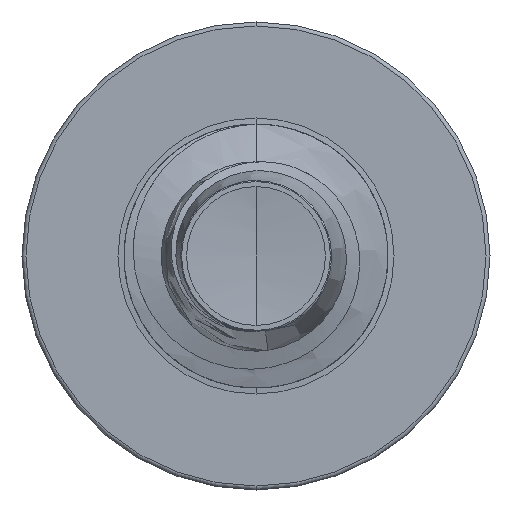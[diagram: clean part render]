
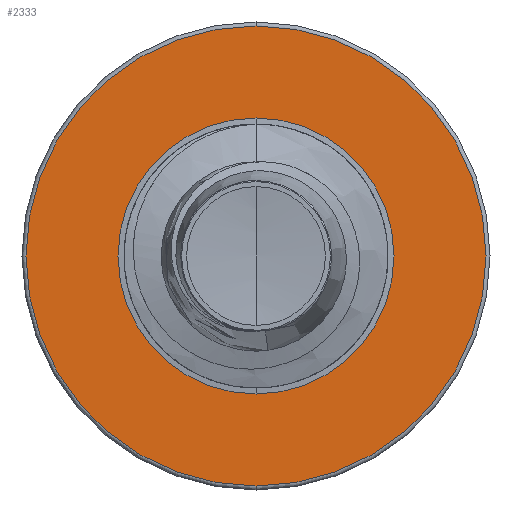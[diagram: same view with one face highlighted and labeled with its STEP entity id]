
A CAD part, front view. The second image highlights one B-rep face of the part: STEP entity #2333.
In plain terms, the highlighted planar face has unit normal (0, -1, 0).
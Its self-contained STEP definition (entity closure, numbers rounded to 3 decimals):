
#218 = CIRCLE ( 'NONE', #23105, 1.15 ) ;
#710 = VERTEX_POINT ( 'NONE', #11040 ) ;
#1502 = FACE_OUTER_BOUND ( 'NONE', #4868, .T. ) ;
#2333 = ADVANCED_FACE ( 'NONE', ( #1502, #14551 ), #13529, .F. ) ;
#3124 = CARTESIAN_POINT ( 'NONE',  ( 0., 10., -1.15 ) ) ;
#3138 = DIRECTION ( 'NONE',  ( 0., 1., 0. ) ) ;
#3711 = AXIS2_PLACEMENT_3D ( 'NONE', #5737, #19923, #8421 ) ;
#4072 = CARTESIAN_POINT ( 'NONE',  ( 0., 10., 1.15 ) ) ;
#4868 = EDGE_LOOP ( 'NONE', ( #6017, #12410 ) ) ;
#5737 = CARTESIAN_POINT ( 'NONE',  ( 0., 10., 0. ) ) ;
#6017 = ORIENTED_EDGE ( 'NONE', *, *, #13383, .F. ) ;
#6428 = DIRECTION ( 'NONE',  ( 0., 1., 0. ) ) ;
#6875 = ORIENTED_EDGE ( 'NONE', *, *, #19534, .T. ) ;
#8421 = DIRECTION ( 'NONE',  ( 0., 0., 1. ) ) ;
#9184 = AXIS2_PLACEMENT_3D ( 'NONE', #13550, #13469, #13465 ) ;
#10425 = VERTEX_POINT ( 'NONE', #18407 ) ;
#11040 = CARTESIAN_POINT ( 'NONE',  ( 0., 10., 1.917 ) ) ;
#12410 = ORIENTED_EDGE ( 'NONE', *, *, #24691, .F. ) ;
#13383 = EDGE_CURVE ( 'NONE', #710, #10425, #24858, .T. ) ;
#13465 = DIRECTION ( 'NONE',  ( 0., 0., 1. ) ) ;
#13469 = DIRECTION ( 'NONE',  ( 0., 1., 0. ) ) ;
#13529 = PLANE ( 'NONE',  #9184 ) ;
#13550 = CARTESIAN_POINT ( 'NONE',  ( 0., 10., -1.15 ) ) ;
#13830 = DIRECTION ( 'NONE',  ( 0., 1., 0. ) ) ;
#14551 = FACE_BOUND ( 'NONE', #20231, .T. ) ;
#16622 = CIRCLE ( 'NONE', #3711, 1.15 ) ;
#16828 = CARTESIAN_POINT ( 'NONE',  ( 0., 10., 0. ) ) ;
#17199 = AXIS2_PLACEMENT_3D ( 'NONE', #16828, #3138, #18540 ) ;
#17828 = VERTEX_POINT ( 'NONE', #4072 ) ;
#18407 = CARTESIAN_POINT ( 'NONE',  ( 0., 10., -1.917 ) ) ;
#18540 = DIRECTION ( 'NONE',  ( 0., 0., 1. ) ) ;
#18824 = CARTESIAN_POINT ( 'NONE',  ( 0., 10., 0. ) ) ;
#18975 = CIRCLE ( 'NONE', #21275, 1.917 ) ;
#19534 = EDGE_CURVE ( 'NONE', #21055, #17828, #218, .T. ) ;
#19923 = DIRECTION ( 'NONE',  ( 0., 1., 0. ) ) ;
#20231 = EDGE_LOOP ( 'NONE', ( #24675, #6875 ) ) ;
#20287 = DIRECTION ( 'NONE',  ( 0., 0., 1. ) ) ;
#21055 = VERTEX_POINT ( 'NONE', #3124 ) ;
#21275 = AXIS2_PLACEMENT_3D ( 'NONE', #23166, #13830, #24349 ) ;
#23105 = AXIS2_PLACEMENT_3D ( 'NONE', #18824, #6428, #20287 ) ;
#23166 = CARTESIAN_POINT ( 'NONE',  ( 0., 10., 0. ) ) ;
#23544 = EDGE_CURVE ( 'NONE', #17828, #21055, #16622, .T. ) ;
#24349 = DIRECTION ( 'NONE',  ( 0., 0., 1. ) ) ;
#24675 = ORIENTED_EDGE ( 'NONE', *, *, #23544, .T. ) ;
#24691 = EDGE_CURVE ( 'NONE', #10425, #710, #18975, .T. ) ;
#24858 = CIRCLE ( 'NONE', #17199, 1.917 ) ;
